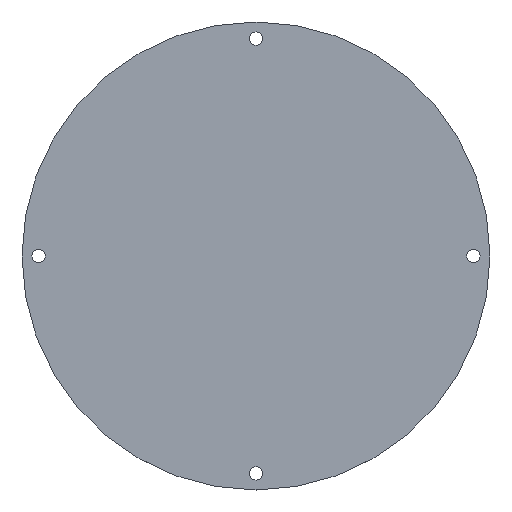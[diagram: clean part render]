
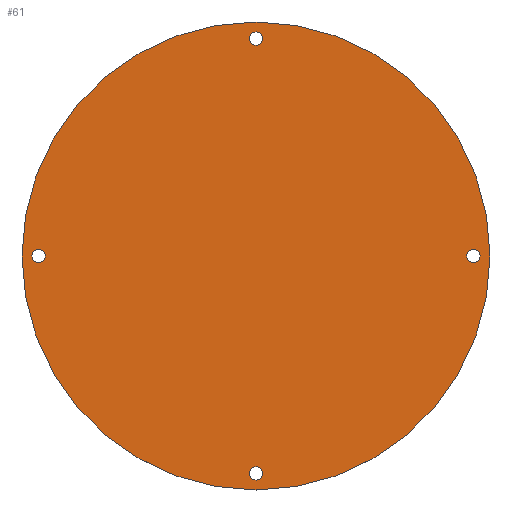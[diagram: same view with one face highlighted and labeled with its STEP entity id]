
A CAD part, top view. The second image highlights one B-rep face of the part: STEP entity #61.
In plain terms, the highlighted planar face has unit normal (0, 0, 1).
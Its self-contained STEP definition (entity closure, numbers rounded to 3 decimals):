
#2 = CARTESIAN_POINT ( 'NONE',  ( -76.4, 0., 0.7 ) ) ;
#6 = CIRCLE ( 'NONE', #28, 2.15 ) ;
#8 = FACE_BOUND ( 'NONE', #49, .T. ) ;
#9 = DIRECTION ( 'NONE',  ( 1., 0., 0. ) ) ;
#11 = AXIS2_PLACEMENT_3D ( 'NONE', #115, #236, #14 ) ;
#14 = DIRECTION ( 'NONE',  ( 0., -1., 0. ) ) ;
#20 = EDGE_CURVE ( 'NONE', #40, #40, #167, .T. ) ;
#22 = EDGE_LOOP ( 'NONE', ( #211 ) ) ;
#28 = AXIS2_PLACEMENT_3D ( 'NONE', #139, #53, #136 ) ;
#35 = EDGE_LOOP ( 'NONE', ( #66 ) ) ;
#39 = VERTEX_POINT ( 'NONE', #124 ) ;
#40 = VERTEX_POINT ( 'NONE', #2 ) ;
#48 = AXIS2_PLACEMENT_3D ( 'NONE', #77, #52, #235 ) ;
#49 = EDGE_LOOP ( 'NONE', ( #256 ) ) ;
#52 = DIRECTION ( 'NONE',  ( 0., 0., -1. ) ) ;
#53 = DIRECTION ( 'NONE',  ( 0., 0., -1. ) ) ;
#58 = VERTEX_POINT ( 'NONE', #219 ) ;
#59 = CIRCLE ( 'NONE', #186, 2.15 ) ;
#61 = ADVANCED_FACE ( 'NONE', ( #197, #215, #134, #8, #152 ), #93, .F. ) ;
#66 = ORIENTED_EDGE ( 'NONE', *, *, #194, .T. ) ;
#74 = CARTESIAN_POINT ( 'NONE',  ( 0., 71., 0.7 ) ) ;
#75 = CARTESIAN_POINT ( 'NONE',  ( 71., 0., 0.7 ) ) ;
#77 = CARTESIAN_POINT ( 'NONE',  ( 0., 0., 0.7 ) ) ;
#83 = CIRCLE ( 'NONE', #246, 2.15 ) ;
#86 = ORIENTED_EDGE ( 'NONE', *, *, #20, .F. ) ;
#93 = PLANE ( 'NONE',  #11 ) ;
#99 = EDGE_CURVE ( 'NONE', #58, #58, #6, .T. ) ;
#103 = VERTEX_POINT ( 'NONE', #184 ) ;
#115 = CARTESIAN_POINT ( 'NONE',  ( 0., 0., 0.7 ) ) ;
#119 = EDGE_LOOP ( 'NONE', ( #86 ) ) ;
#120 = EDGE_CURVE ( 'NONE', #182, #182, #83, .T. ) ;
#123 = CIRCLE ( 'NONE', #253, 2.15 ) ;
#124 = CARTESIAN_POINT ( 'NONE',  ( -2.15, -71., 0.7 ) ) ;
#134 = FACE_BOUND ( 'NONE', #22, .T. ) ;
#136 = DIRECTION ( 'NONE',  ( 0., 1., 0. ) ) ;
#139 = CARTESIAN_POINT ( 'NONE',  ( -71., 0., 0.7 ) ) ;
#152 = FACE_OUTER_BOUND ( 'NONE', #119, .T. ) ;
#154 = DIRECTION ( 'NONE',  ( 0., 0., -1. ) ) ;
#155 = EDGE_CURVE ( 'NONE', #103, #103, #123, .T. ) ;
#165 = DIRECTION ( 'NONE',  ( -1., 0., 0. ) ) ;
#167 = CIRCLE ( 'NONE', #48, 76.4 ) ;
#182 = VERTEX_POINT ( 'NONE', #199 ) ;
#184 = CARTESIAN_POINT ( 'NONE',  ( 71., -2.15, 0.7 ) ) ;
#186 = AXIS2_PLACEMENT_3D ( 'NONE', #205, #266, #165 ) ;
#193 = DIRECTION ( 'NONE',  ( 0., 0., -1. ) ) ;
#194 = EDGE_CURVE ( 'NONE', #39, #39, #59, .T. ) ;
#197 = FACE_BOUND ( 'NONE', #35, .T. ) ;
#199 = CARTESIAN_POINT ( 'NONE',  ( 2.15, 71., 0.7 ) ) ;
#205 = CARTESIAN_POINT ( 'NONE',  ( 0., -71., 0.7 ) ) ;
#211 = ORIENTED_EDGE ( 'NONE', *, *, #120, .T. ) ;
#215 = FACE_BOUND ( 'NONE', #250, .T. ) ;
#219 = CARTESIAN_POINT ( 'NONE',  ( -71., 2.15, 0.7 ) ) ;
#235 = DIRECTION ( 'NONE',  ( -1., 0., 0. ) ) ;
#236 = DIRECTION ( 'NONE',  ( 0., 0., -1. ) ) ;
#237 = DIRECTION ( 'NONE',  ( 0., -1., 0. ) ) ;
#246 = AXIS2_PLACEMENT_3D ( 'NONE', #74, #193, #9 ) ;
#250 = EDGE_LOOP ( 'NONE', ( #261 ) ) ;
#253 = AXIS2_PLACEMENT_3D ( 'NONE', #75, #154, #237 ) ;
#256 = ORIENTED_EDGE ( 'NONE', *, *, #99, .T. ) ;
#261 = ORIENTED_EDGE ( 'NONE', *, *, #155, .T. ) ;
#266 = DIRECTION ( 'NONE',  ( 0., 0., -1. ) ) ;
